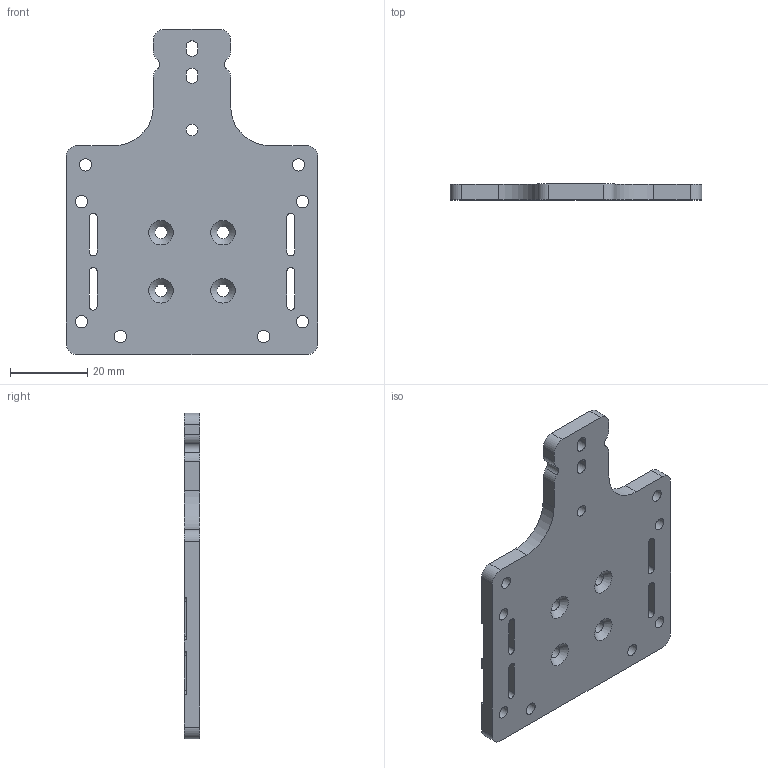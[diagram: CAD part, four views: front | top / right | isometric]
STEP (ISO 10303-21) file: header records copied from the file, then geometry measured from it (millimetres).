
FILE_DESCRIPTION(/* description */ (''),/* implementation_level */ '2;1');
FILE_NAME(/* name */ 'extruderCarriage.step',/* time_stamp */ '2022-12-10T23:50:37+08:00',/* author */ (''),/* organization */ (''),/* preprocessor_version */ 'ST-DEVELOPER v19.2',/* originating_system */ 'Autodesk Translation Framework v11.17.0.187',/* authorisation */ '');
FILE_SCHEMA (('AUTOMOTIVE_DESIGN { 1 0 10303 214 3 1 1 }'));
Length unit declared in the file: millimetre
Products named in the file (1): extruderCarriage
Bounding box: 65 x 4 x 84 mm (x, y, z)
Volume: 15442.9 mm3; surface area: 9931.3 mm2
Topology: 1 solids, 1 shells, 79 faces, 243 edges, 162 vertices
Faces by surface type: cylinder 39, plane 36, cone 4
Full cylindrical faces by diameter (mm): 3 x1, 3.2 x12
Entity records: 2867 total; most frequent: DIRECTION 497, ORIENTED_EDGE 486, CARTESIAN_POINT 485, EDGE_CURVE 243, AXIS2_PLACEMENT_3D 174, VERTEX_POINT 162, LINE 149, VECTOR 149
